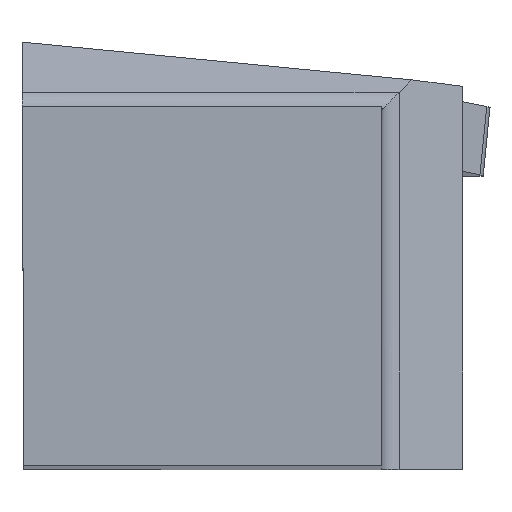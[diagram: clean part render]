
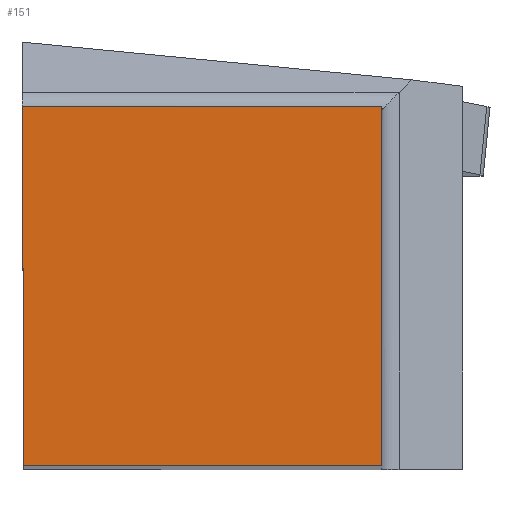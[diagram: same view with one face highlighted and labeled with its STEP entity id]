
A CAD part, top view. The second image highlights one B-rep face of the part: STEP entity #151.
In plain terms, the highlighted planar face has unit normal (0, 0, 1).
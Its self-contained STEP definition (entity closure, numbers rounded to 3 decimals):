
#121=FACE_OUTER_BOUND('',#332,.T.);
#151=ADVANCED_FACE('SHANK_FACE_BACK',(#121),#177,.F.);
#177=PLANE('',#731);
#214=LINE('',#1080,#271);
#231=LINE('',#1115,#288);
#234=LINE('',#1123,#291);
#235=LINE('',#1125,#292);
#271=VECTOR('',#839,1.);
#288=VECTOR('',#872,1.);
#291=VECTOR('',#879,1.);
#292=VECTOR('',#880,1.);
#332=EDGE_LOOP('',(#451,#452,#453,#454));
#451=ORIENTED_EDGE('',*,*,#603,.F.);
#452=ORIENTED_EDGE('',*,*,#584,.T.);
#453=ORIENTED_EDGE('',*,*,#607,.T.);
#454=ORIENTED_EDGE('',*,*,#608,.F.);
#525=VERTEX_POINT('',#1079);
#526=VERTEX_POINT('',#1081);
#536=VERTEX_POINT('',#1116);
#539=VERTEX_POINT('',#1124);
#584=EDGE_CURVE('',#526,#525,#214,.T.);
#603=EDGE_CURVE('',#526,#536,#231,.T.);
#607=EDGE_CURVE('',#525,#539,#234,.T.);
#608=EDGE_CURVE('',#536,#539,#235,.T.);
#731=AXIS2_PLACEMENT_3D('',#1126,#881,#882);
#839=DIRECTION('',(1.,0.,0.));
#872=DIRECTION('',(-0.004,1.,0.));
#879=DIRECTION('',(0.,1.,0.));
#880=DIRECTION('',(1.,0.,0.));
#881=DIRECTION('',(0.,0.,-1.));
#882=DIRECTION('',(-0.098,-0.995,0.));
#1079=CARTESIAN_POINT('',(24.875,0.,0.));
#1080=CARTESIAN_POINT('',(-6.744,0.,0.));
#1081=CARTESIAN_POINT('',(0.109,0.,0.));
#1115=CARTESIAN_POINT('',(0.808,-160.194,0.));
#1116=CARTESIAN_POINT('',(0.,24.875,0.));
#1123=CARTESIAN_POINT('',(24.875,-6.744,0.));
#1124=CARTESIAN_POINT('',(24.875,24.875,0.));
#1125=CARTESIAN_POINT('',(-6.744,24.875,0.));
#1126=CARTESIAN_POINT('',(0.,0.,
0.));
